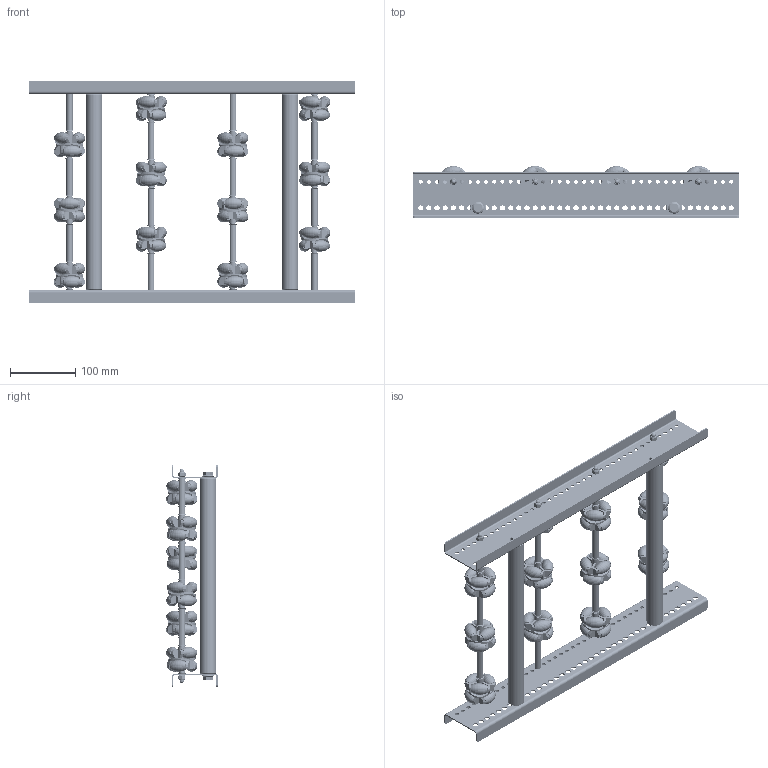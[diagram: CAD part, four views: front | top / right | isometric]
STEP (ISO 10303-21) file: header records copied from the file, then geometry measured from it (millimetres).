
FILE_DESCRIPTION (( 'STEP AP214' ), '1' );
FILE_NAME ('0052576.step', '2021-10-26T12:34:07', ( '' ), ( '' ), 'SwSTEP 2.0', 'SolidWorks 2020', '' );
FILE_SCHEMA (( 'AUTOMOTIVE_DESIGN' ));
Length unit declared in the file: millimetre
Products named in the file (13): 0019730_Tragrollenrohr-Ø10x1,75KU_KFG_0019730_L=55; AWR48_Halter; S100994_Sperrzahnschraube_M08x16-8.8-A2K; AWR-Achse-f黵-Konfiguration_L300; 0015028_AWR48; AWR48_Röllchen; 0036819_SICHERUNGS-HUTMUTTER-DIN986-M6; Traversen_KFG_L300; Profil-RB-20x70x20x2_S100208_U-PROFIL-20-70-20-2-RB-L=500; 0052576; AWR48_Stift; 0027528_BUCHSE-HOHLNIETE ZU AWR48; 0019719_Gewindestange-M6_L=320
Assembly tree (46 placements, depth 4):
  0052576
    Profil-RB-20x70x20x2_S100208_U-PROFIL-20-70-20-2-RB-L=500  x2
    AWR-Achse-f黵-Konfiguration_L300  x4
      0019719_Gewindestange-M6_L=320
      0015028_AWR48
        AWR48_Halter
        AWR48_Röllchen  x6
        AWR48_Stift  x6
      0019730_Tragrollenrohr-Ø10x1,75KU_KFG_0019730_L=55
      0027528_BUCHSE-HOHLNIETE ZU AWR48
    S100994_Sperrzahnschraube_M08x16-8.8-A2K  x4
    Traversen_KFG_L300  x2
    0036819_SICHERUNGS-HUTMUTTER-DIN986-M6  x8
Bounding box: 500 x 78.91 x 340 mm (x, y, z)
Volume: 886455.4 mm3; surface area: 669160.7 mm2
Topology: 216 solids, 216 shells, 4120 faces, 9616 edges, 6072 vertices
Faces by surface type: cylinder 1656, plane 1368, torus 656, cone 424, sphere 16
Entity records: 16600 total; most frequent: CARTESIAN_POINT 3706, DIRECTION 2675, ORIENTED_EDGE 2362, EDGE_CURVE 1181, AXIS2_PLACEMENT_3D 1128, VERTEX_POINT 754, EDGE_LOOP 659, CIRCLE 618
